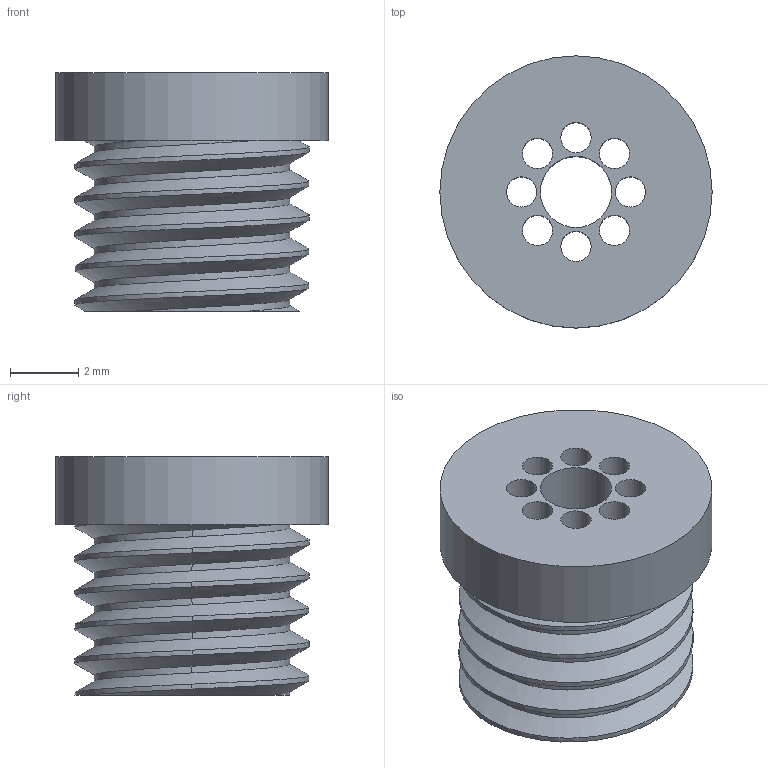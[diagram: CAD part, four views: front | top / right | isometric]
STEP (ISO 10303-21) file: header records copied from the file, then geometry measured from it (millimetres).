
FILE_DESCRIPTION(/* description */ (''),/* implementation_level */ '2;1');
FILE_NAME(/* name */ 'barrel alignment tool (threaded test).step',/* time_stamp */ '2025-05-22T14:15:40-04:00',/* author */ (''),/* organization */ (''),/* preprocessor_version */ 'ST-DEVELOPER v20.1',/* originating_system */ 'Autodesk Translation Framework v14.4.0.0',/* authorisation */ '');
FILE_SCHEMA (('AUTOMOTIVE_DESIGN { 1 0 10303 214 3 1 1 }'));
Length unit declared in the file: millimetre
Products named in the file (1): 2025-05-20-10-26-05-933
Bounding box: 8 x 8 x 7 mm (x, y, z)
Volume: 197.4 mm3; surface area: 500.6 mm2
Topology: 1 solids, 1 shells, 27 faces, 72 edges, 48 vertices
Faces by surface type: cylinder 22, plane 3, bspline 2
Full cylindrical faces by diameter (mm): 0.89 x8, 2.09 x1, 5.744 x1, 6.884 x2, 8 x1
Entity records: 1846 total; most frequent: CARTESIAN_POINT 1137, ORIENTED_EDGE 144, DIRECTION 120, EDGE_CURVE 72, AXIS2_PLACEMENT_3D 50, VERTEX_POINT 48, EDGE_LOOP 46, B_SPLINE_CURVE_WITH_KNOTS 28
